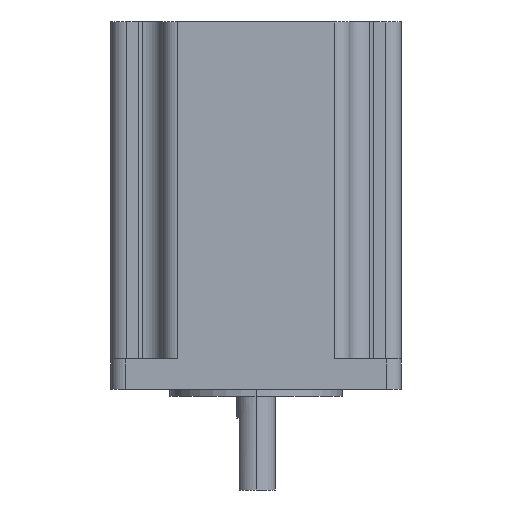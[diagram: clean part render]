
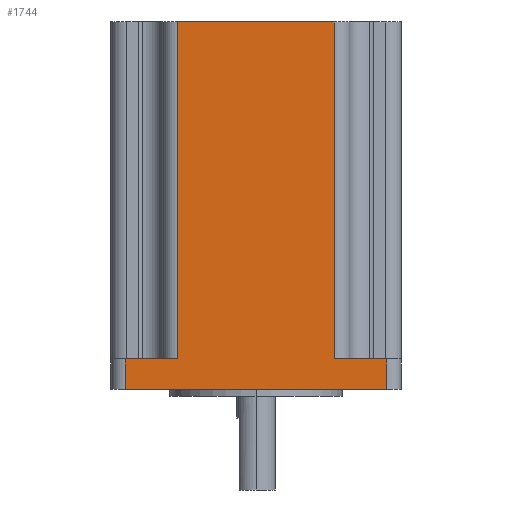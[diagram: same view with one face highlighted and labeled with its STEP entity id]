
A CAD part, left-side view. The second image highlights one B-rep face of the part: STEP entity #1744.
In plain terms, the highlighted planar face has unit normal (-1, 0, 0).
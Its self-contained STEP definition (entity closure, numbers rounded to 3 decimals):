
#60 = VERTEX_POINT ( 'NONE', #1023 ) ;
#66 = VERTEX_POINT ( 'NONE', #1021 ) ;
#95 = VERTEX_POINT ( 'NONE', #1001 ) ;
#110 = VERTEX_POINT ( 'NONE', #990 ) ;
#119 = VERTEX_POINT ( 'NONE', #981 ) ;
#124 = EDGE_LOOP ( 'NONE', ( #590, #589, #578, #583, #587, #584, #586, #545 ) ) ;
#129 = VERTEX_POINT ( 'NONE', #976 ) ;
#144 = VERTEX_POINT ( 'NONE', #971 ) ;
#158 = VERTEX_POINT ( 'NONE', #964 ) ;
#186 = LINE ( 'NONE', #1226, #366 ) ;
#187 = LINE ( 'NONE', #1224, #368 ) ;
#202 = LINE ( 'NONE', #1803, #398 ) ;
#213 = LINE ( 'NONE', #1830, #411 ) ;
#214 = LINE ( 'NONE', #1832, #413 ) ;
#282 = FACE_OUTER_BOUND ( 'NONE', #124, .T. ) ;
#366 = VECTOR ( 'NONE', #1225, 1000. ) ;
#368 = VECTOR ( 'NONE', #1223, 1000. ) ;
#398 = VECTOR ( 'NONE', #1804, 1000. ) ;
#411 = VECTOR ( 'NONE', #1831, 1000. ) ;
#413 = VECTOR ( 'NONE', #1833, 1000. ) ;
#447 = AXIS2_PLACEMENT_3D ( 'NONE', #1982, #1983, #1984 ) ;
#545 = ORIENTED_EDGE ( 'NONE', *, *, #615, .T. ) ;
#578 = ORIENTED_EDGE ( 'NONE', *, *, #613, .F. ) ;
#583 = ORIENTED_EDGE ( 'NONE', *, *, #1121, .T. ) ;
#584 = ORIENTED_EDGE ( 'NONE', *, *, #1120, .F. ) ;
#586 = ORIENTED_EDGE ( 'NONE', *, *, #614, .F. ) ;
#587 = ORIENTED_EDGE ( 'NONE', *, *, #1143, .T. ) ;
#589 = ORIENTED_EDGE ( 'NONE', *, *, #1155, .T. ) ;
#590 = ORIENTED_EDGE ( 'NONE', *, *, #1156, .F. ) ;
#613 = EDGE_CURVE ( 'NONE', #95, #119, #1624, .T. ) ;
#614 = EDGE_CURVE ( 'NONE', #66, #144, #1626, .T. ) ;
#615 = EDGE_CURVE ( 'NONE', #66, #129, #1627, .T. ) ;
#850 = VECTOR ( 'NONE', #909, 1000. ) ;
#851 = VECTOR ( 'NONE', #911, 1000. ) ;
#855 = VECTOR ( 'NONE', #907, 1000. ) ;
#907 = DIRECTION ( 'NONE',  ( 0., 0., 1. ) ) ;
#908 = CARTESIAN_POINT ( 'NONE',  ( -30.25, -16.275, 76.5 ) ) ;
#909 = DIRECTION ( 'NONE',  ( 0., -1., 0. ) ) ;
#910 = CARTESIAN_POINT ( 'NONE',  ( -30.25, -19.575, 6.3 ) ) ;
#911 = DIRECTION ( 'NONE',  ( 0., -1., 0. ) ) ;
#912 = CARTESIAN_POINT ( 'NONE',  ( -30.25, 27.25, 6.3 ) ) ;
#964 = CARTESIAN_POINT ( 'NONE',  ( -30.25, 27.25, 0. ) ) ;
#971 = CARTESIAN_POINT ( 'NONE',  ( -30.25, -27.25, 6.3 ) ) ;
#976 = CARTESIAN_POINT ( 'NONE',  ( -30.25, -16.275, 76.5 ) ) ;
#981 = CARTESIAN_POINT ( 'NONE',  ( -30.25, 16.275, 6.3 ) ) ;
#990 = CARTESIAN_POINT ( 'NONE',  ( -30.25, 16.275, 76.5 ) ) ;
#1001 = CARTESIAN_POINT ( 'NONE',  ( -30.25, 27.25, 6.3 ) ) ;
#1021 = CARTESIAN_POINT ( 'NONE',  ( -30.25, -16.275, 6.3 ) ) ;
#1023 = CARTESIAN_POINT ( 'NONE',  ( -30.25, -27.25, 0. ) ) ;
#1120 = EDGE_CURVE ( 'NONE', #144, #60, #186, .T. ) ;
#1121 = EDGE_CURVE ( 'NONE', #95, #158, #187, .T. ) ;
#1143 = EDGE_CURVE ( 'NONE', #158, #60, #202, .T. ) ;
#1155 = EDGE_CURVE ( 'NONE', #110, #119, #213, .T. ) ;
#1156 = EDGE_CURVE ( 'NONE', #110, #129, #214, .T. ) ;
#1223 = DIRECTION ( 'NONE',  ( 0., 0., -1. ) ) ;
#1224 = CARTESIAN_POINT ( 'NONE',  ( -30.25, 27.25, 76.5 ) ) ;
#1225 = DIRECTION ( 'NONE',  ( 0., 0., -1. ) ) ;
#1226 = CARTESIAN_POINT ( 'NONE',  ( -30.25, -27.25, 76.5 ) ) ;
#1624 = LINE ( 'NONE', #912, #851 ) ;
#1626 = LINE ( 'NONE', #910, #850 ) ;
#1627 = LINE ( 'NONE', #908, #855 ) ;
#1744 = ADVANCED_FACE ( 'NONE', ( #282 ), #1981, .F. ) ;
#1803 = CARTESIAN_POINT ( 'NONE',  ( -30.25, 27.25, 0. ) ) ;
#1804 = DIRECTION ( 'NONE',  ( 0., -1., 0. ) ) ;
#1830 = CARTESIAN_POINT ( 'NONE',  ( -30.25, 16.275, 76.5 ) ) ;
#1831 = DIRECTION ( 'NONE',  ( 0., 0., -1. ) ) ;
#1832 = CARTESIAN_POINT ( 'NONE',  ( -30.25, 27.25, 76.5 ) ) ;
#1833 = DIRECTION ( 'NONE',  ( 0., -1., 0. ) ) ;
#1981 = PLANE ( 'NONE',  #447 ) ;
#1982 = CARTESIAN_POINT ( 'NONE',  ( -30.25, 27.25, 76.5 ) ) ;
#1983 = DIRECTION ( 'NONE',  ( 1., 0., 0. ) ) ;
#1984 = DIRECTION ( 'NONE',  ( 0., 1., 0. ) ) ;
